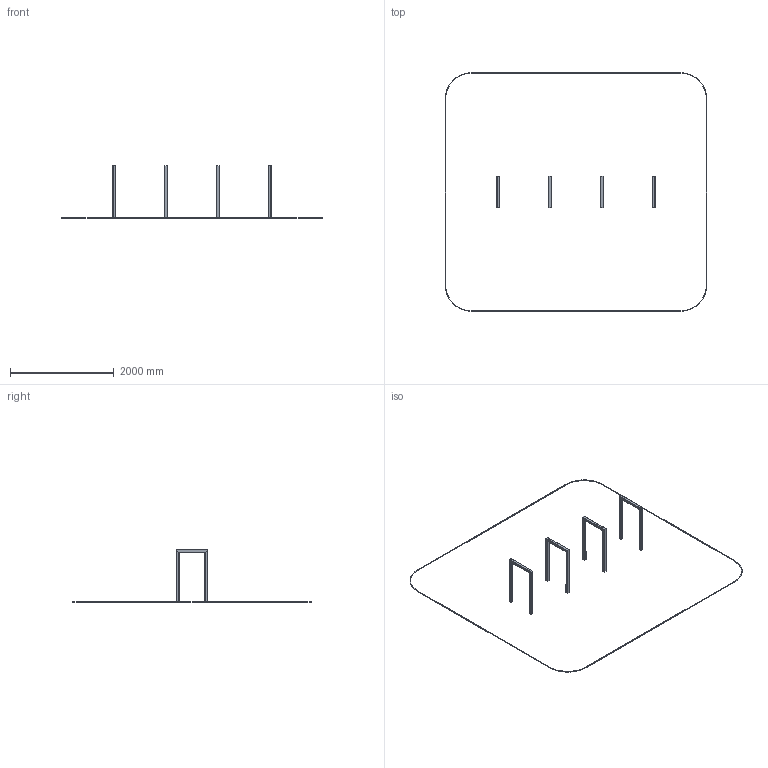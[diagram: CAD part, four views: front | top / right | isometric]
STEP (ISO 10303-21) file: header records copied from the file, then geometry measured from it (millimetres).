
FILE_DESCRIPTION(('STEP AP214'), '1');
FILE_NAME('Â-11-00.00', '', ('UNSPECIFIED'), ('UNSPECIFIED'), 'C3D Converter', 'C3D Toolkit', '');
FILE_SCHEMA(('AUTOMOTIVE_DESIGN { 1 0 10303 214 3 1 1}'));
Length unit declared in the file: millimetre
Products named in the file (16): ТН-15-00.08.00-7024
Assembly tree (28 placements, depth 3):
  (unnamed)
    ТН-15-00.08.00-7024
      (unnamed)
      (unnamed)
      (unnamed)
      (unnamed)
      (unnamed)  x2
    ТН-15-00.08.00-7024
      (unnamed)
      (unnamed)
      (unnamed)
      (unnamed)
      (unnamed)  x2
    ТН-15-00.08.00-7024
      (unnamed)
      (unnamed)
      (unnamed)
      (unnamed)
      (unnamed)  x2
    ТН-15-00.08.00-7024
      (unnamed)
      (unnamed)
      (unnamed)
      (unnamed)
      (unnamed)  x2
Bounding box: 5050 x 4600 x 1010 mm (x, y, z)
Volume: 5612345.1 mm3; surface area: 4519285.1 mm2
Topology: 13 solids, 13 shells, 234 faces, 624 edges, 416 vertices
Faces by surface type: plane 130, cylinder 104
Entity records: 7010 total; most frequent: CARTESIAN_POINT 1249, ORIENTED_EDGE 960, DIRECTION 898, EDGE_CURVE 480, VERTEX_POINT 320, LINE 320, VECTOR 320, AXIS2_PLACEMENT_3D 289
